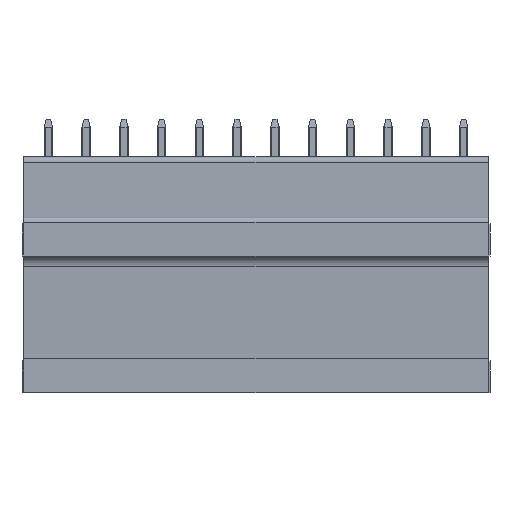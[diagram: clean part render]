
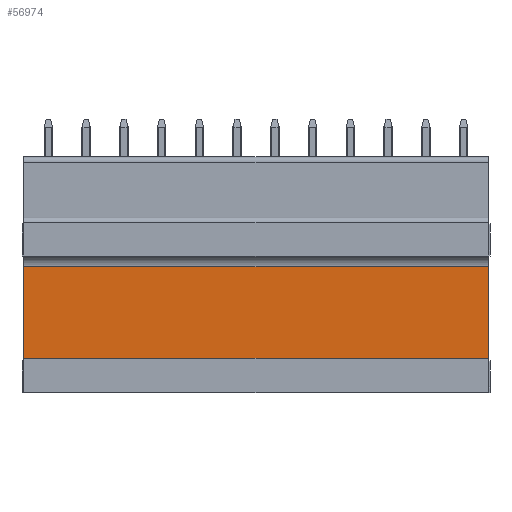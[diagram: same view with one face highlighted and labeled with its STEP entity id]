
A CAD part, front view. The second image highlights one B-rep face of the part: STEP entity #56974.
In plain terms, the highlighted planar face has unit normal (0, -1, -0.026).
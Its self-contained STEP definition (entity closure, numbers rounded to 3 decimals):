
#19466=DIRECTION('',(-1.,0.,0.));
#19467=VECTOR('',#19466,43.1);
#19468=CARTESIAN_POINT('',(-0.15,4.2,-9.5));
#19469=LINE('',#19468,#19467);
#19474=DIRECTION('',(0.,0.026,-1.));
#19475=VECTOR('',#19474,8.529);
#19476=CARTESIAN_POINT('',(-43.25,3.98,-0.974));
#19477=LINE('',#19476,#19475);
#19478=DIRECTION('',(-1.,0.,0.));
#19479=VECTOR('',#19478,43.1);
#19480=CARTESIAN_POINT('',(-0.15,3.98,-0.974));
#19481=LINE('',#19480,#19479);
#19482=DIRECTION('',(0.,0.026,-1.));
#19483=VECTOR('',#19482,8.529);
#19484=CARTESIAN_POINT('',(-0.15,3.98,-0.974));
#19485=LINE('',#19484,#19483);
#28314=CARTESIAN_POINT('',(-0.15,3.98,-0.974));
#28315=VERTEX_POINT('',#28314);
#28316=CARTESIAN_POINT('',(-0.15,4.2,-9.5));
#28317=VERTEX_POINT('',#28316);
#30574=CARTESIAN_POINT('',(-43.25,3.98,-0.974));
#30575=VERTEX_POINT('',#30574);
#30576=CARTESIAN_POINT('',(-43.25,4.2,-9.5));
#30577=VERTEX_POINT('',#30576);
#56961=CARTESIAN_POINT('',(0.,3.98,-0.974));
#56962=DIRECTION('',(0.,-1.,-0.026));
#56963=DIRECTION('',(0.,0.026,-1.));
#56964=AXIS2_PLACEMENT_3D('',#56961,#56962,#56963);
#56965=PLANE('',#56964);
#56966=ORIENTED_EDGE('',*,*,#43439,.F.);
#56968=ORIENTED_EDGE('',*,*,#56967,.F.);
#56970=ORIENTED_EDGE('',*,*,#56969,.T.);
#56971=ORIENTED_EDGE('',*,*,#56953,.T.);
#56972=EDGE_LOOP('',(#56966,#56968,#56970,#56971));
#56973=FACE_OUTER_BOUND('',#56972,.F.);
#56974=ADVANCED_FACE('',(#56973),#56965,.T.);
#43439=EDGE_CURVE('',#30575,#30577,#19477,.T.);
#56953=EDGE_CURVE('',#28317,#30577,#19469,.T.);
#56967=EDGE_CURVE('',#28315,#30575,#19481,.T.);
#56969=EDGE_CURVE('',#28315,#28317,#19485,.T.);
